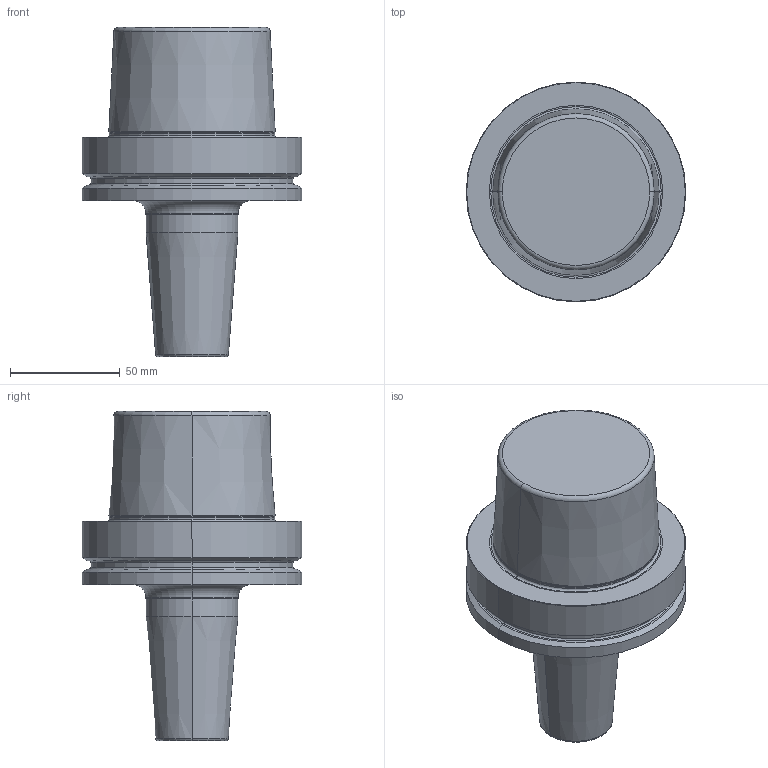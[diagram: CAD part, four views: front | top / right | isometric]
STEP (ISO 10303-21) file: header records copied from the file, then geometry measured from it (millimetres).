
FILE_DESCRIPTION((''),'2;1');
FILE_NAME('10083261','2021-05-21T14:20:08',('bahnemannr'),(''),'CREO PARAMETRIC BY PTC INC, 2019030','CREO PARAMETRIC BY PTC INC, 2019030','');
FILE_SCHEMA(('AP242_MANAGED_MODEL_BASED_3D_ENGINEERING_MIM_LF { 1 0 10303 442 1 1 4 }'));
Length unit declared in the file: millimetre
Products named in the file (1): 10083261
Bounding box: 100 x 100 x 149.9 mm (x, y, z)
Volume: 504913.1 mm3; surface area: 47455.5 mm2
Topology: 1 solids, 1 shells, 53 faces, 104 edges, 60 vertices
Faces by surface type: torus 16, cylinder 14, cone 14, plane 9
Entity records: 1979 total; most frequent: DIRECTION 294, CARTESIAN_POINT 223, ORIENTED_EDGE 208, AXIS2_PLACEMENT_3D 133, PRESENTATION_STYLE_ASSIGNMENT 108, STYLED_ITEM 108, CURVE_STYLE 107, EDGE_CURVE 104
